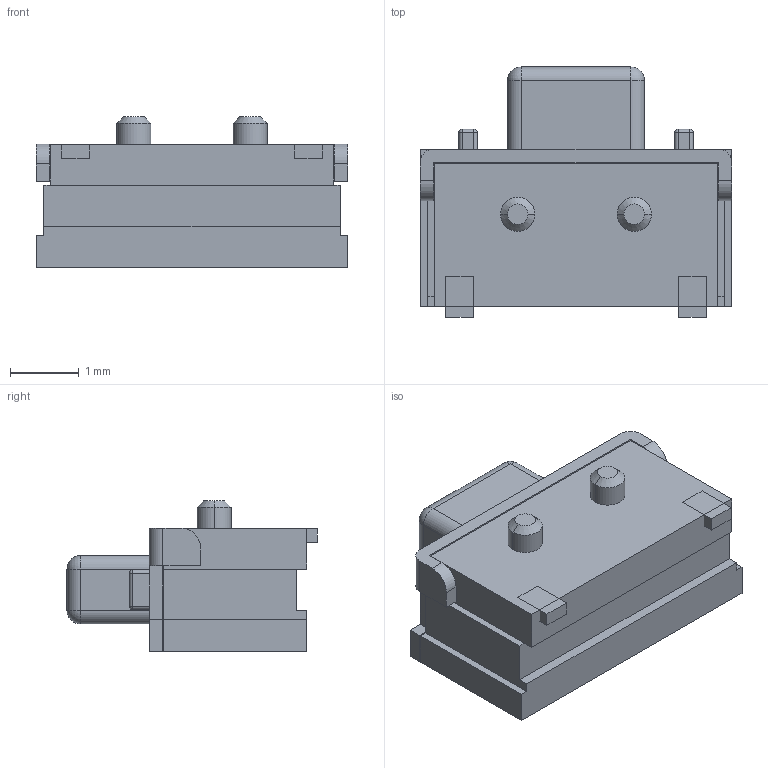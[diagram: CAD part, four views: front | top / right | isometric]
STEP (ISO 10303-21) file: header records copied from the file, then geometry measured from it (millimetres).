
FILE_DESCRIPTION (( 'STEP AP203' ), '1' );
FILE_NAME ('TS24CA.STEP', '2023-06-04T09:53:55', ( '' ), ( '' ), 'SwSTEP 2.0', 'SolidWorks 2022', '' );
FILE_SCHEMA (( 'CONFIG_CONTROL_DESIGN' ));
Length unit declared in the file: millimetre
Products named in the file (1): TS24CA
Bounding box: 4.55 x 3.65 x 2.2 mm (x, y, z)
Volume: 21.7 mm3; surface area: 80.1 mm2
Topology: 5 solids, 5 shells, 154 faces, 374 edges, 222 vertices
Faces by surface type: plane 78, cylinder 52, sphere 12, torus 8, cone 4
Entity records: 4439 total; most frequent: DIRECTION 788, CARTESIAN_POINT 739, ORIENTED_EDGE 724, EDGE_CURVE 362, AXIS2_PLACEMENT_3D 271, LINE 246, VECTOR 246, VERTEX_POINT 222
